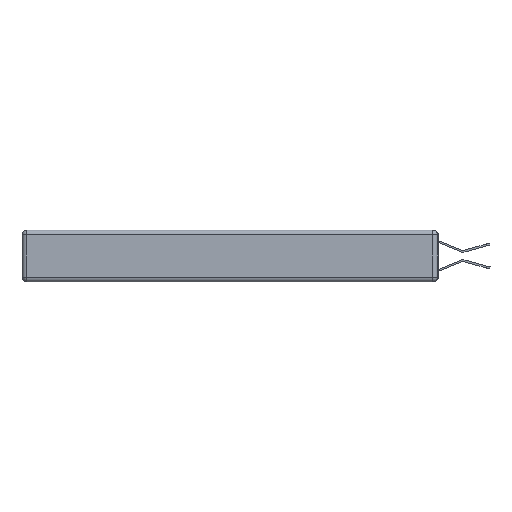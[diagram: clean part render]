
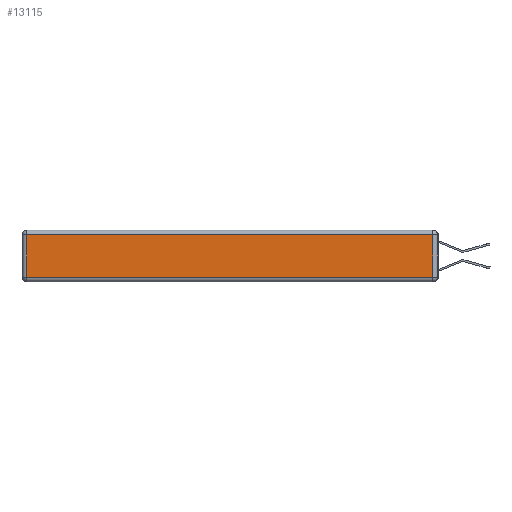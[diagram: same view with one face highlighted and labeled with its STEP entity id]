
A CAD part, left-side view. The second image highlights one B-rep face of the part: STEP entity #13115.
In plain terms, the highlighted planar face has unit normal (-1, 0, 0).
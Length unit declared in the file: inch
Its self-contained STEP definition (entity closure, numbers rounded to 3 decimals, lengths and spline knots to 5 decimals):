
#219 = CARTESIAN_POINT ( 'NONE',  ( 0., 2.75, -0.03 ) ) ;
#302 = DIRECTION ( 'NONE',  ( 0., 0., -1. ) ) ;
#309 = VECTOR ( 'NONE', #7771, 39.37008 ) ;
#543 = EDGE_CURVE ( 'NONE', #11170, #13732, #4611, .T. ) ;
#661 = CARTESIAN_POINT ( 'NONE',  ( 0., 0.03, -0.343 ) ) ;
#1871 = DIRECTION ( 'NONE',  ( 0., 0., 1. ) ) ;
#2509 = EDGE_CURVE ( 'NONE', #10844, #11170, #12060, .T. ) ;
#3650 = AXIS2_PLACEMENT_3D ( 'NONE', #12691, #6086, #16745 ) ;
#4105 = DIRECTION ( 'NONE',  ( 0., 1., 0. ) ) ;
#4459 = LINE ( 'NONE', #6669, #309 ) ;
#4611 = LINE ( 'NONE', #219, #5041 ) ;
#5041 = VECTOR ( 'NONE', #4105, 39.37008 ) ;
#5370 = VECTOR ( 'NONE', #1871, 39.37008 ) ;
#6086 = DIRECTION ( 'NONE',  ( -1., 0., 0. ) ) ;
#6276 = CARTESIAN_POINT ( 'NONE',  ( 0., 2.72, -0.03 ) ) ;
#6669 = CARTESIAN_POINT ( 'NONE',  ( 0., 0., -0.313 ) ) ;
#6913 = CARTESIAN_POINT ( 'NONE',  ( 0., 2.72, -0.343 ) ) ;
#7434 = FACE_OUTER_BOUND ( 'NONE', #16775, .T. ) ;
#7771 = DIRECTION ( 'NONE',  ( 0., -1., 0. ) ) ;
#8807 = VECTOR ( 'NONE', #302, 39.37008 ) ;
#8929 = ORIENTED_EDGE ( 'NONE', *, *, #10397, .T. ) ;
#9973 = CARTESIAN_POINT ( 'NONE',  ( 0., 0.03, -0.03 ) ) ;
#10303 = VERTEX_POINT ( 'NONE', #10811 ) ;
#10397 = EDGE_CURVE ( 'NONE', #13732, #10303, #13807, .T. ) ;
#10425 = ORIENTED_EDGE ( 'NONE', *, *, #543, .T. ) ;
#10811 = CARTESIAN_POINT ( 'NONE',  ( 0., 2.72, -0.313 ) ) ;
#10844 = VERTEX_POINT ( 'NONE', #17000 ) ;
#11170 = VERTEX_POINT ( 'NONE', #9973 ) ;
#11448 = PLANE ( 'NONE',  #3650 ) ;
#12060 = LINE ( 'NONE', #661, #5370 ) ;
#12691 = CARTESIAN_POINT ( 'NONE',  ( 0., 0., -0.343 ) ) ;
#13115 = ADVANCED_FACE ( 'NONE', ( #7434 ), #11448, .T. ) ;
#13160 = ORIENTED_EDGE ( 'NONE', *, *, #2509, .T. ) ;
#13732 = VERTEX_POINT ( 'NONE', #6276 ) ;
#13807 = LINE ( 'NONE', #6913, #8807 ) ;
#13976 = EDGE_CURVE ( 'NONE', #10303, #10844, #4459, .T. ) ;
#13993 = ORIENTED_EDGE ( 'NONE', *, *, #13976, .T. ) ;
#16745 = DIRECTION ( 'NONE',  ( 0., 0., 1. ) ) ;
#16775 = EDGE_LOOP ( 'NONE', ( #13993, #13160, #10425, #8929 ) ) ;
#17000 = CARTESIAN_POINT ( 'NONE',  ( 0., 0.03, -0.313 ) ) ;
